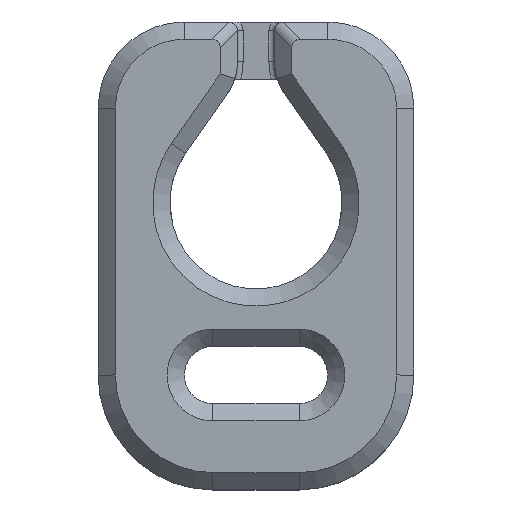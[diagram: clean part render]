
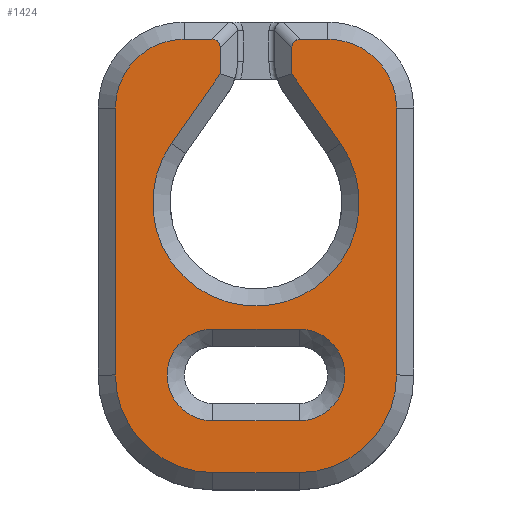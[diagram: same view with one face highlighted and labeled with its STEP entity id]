
A CAD part, top view. The second image highlights one B-rep face of the part: STEP entity #1424.
In plain terms, the highlighted planar face has unit normal (0, 0, 1).
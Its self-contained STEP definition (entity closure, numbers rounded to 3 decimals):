
#29=FACE_BOUND('',#509,.T.);
#42=ELLIPSE('',#1532,3.672,2.12);
#43=ELLIPSE('',#1539,3.672,2.12);
#60=PLANE('',#1534);
#118=LINE('',#2188,#260);
#124=LINE('',#2207,#266);
#130=LINE('',#2218,#272);
#145=LINE('',#2278,#287);
#146=LINE('',#2282,#288);
#147=LINE('',#2286,#289);
#148=LINE('',#2290,#290);
#149=LINE('',#2294,#291);
#150=LINE('',#2297,#292);
#151=LINE('',#2301,#293);
#152=LINE('',#2305,#294);
#260=VECTOR('',#1712,10.);
#266=VECTOR('',#1728,10.);
#272=VECTOR('',#1736,10.);
#287=VECTOR('',#1775,10.);
#288=VECTOR('',#1778,10.);
#289=VECTOR('',#1781,10.);
#290=VECTOR('',#1784,10.);
#291=VECTOR('',#1787,10.);
#292=VECTOR('',#1790,10.);
#293=VECTOR('',#1793,10.);
#294=VECTOR('',#1796,10.);
#423=FACE_OUTER_BOUND('',#508,.T.);
#508=EDGE_LOOP('',(#1077,#1078,#1079,#1080,#1081,#1082,#1083,#1084,#1085,
#1086,#1087,#1088,#1089,#1090,#1091,#1092));
#509=EDGE_LOOP('',(#1093,#1094,#1095,#1096));
#596=CIRCLE('',#1535,12.);
#597=CIRCLE('',#1536,17.);
#598=CIRCLE('',#1537,17.);
#599=CIRCLE('',#1538,12.);
#600=CIRCLE('',#1540,18.);
#601=CIRCLE('',#1541,8.);
#602=CIRCLE('',#1542,8.);
#655=VERTEX_POINT('',#2185);
#656=VERTEX_POINT('',#2187);
#663=VERTEX_POINT('',#2204);
#664=VERTEX_POINT('',#2206);
#668=VERTEX_POINT('',#2216);
#680=VERTEX_POINT('',#2256);
#683=VERTEX_POINT('',#2277);
#684=VERTEX_POINT('',#2279);
#685=VERTEX_POINT('',#2281);
#686=VERTEX_POINT('',#2283);
#687=VERTEX_POINT('',#2285);
#688=VERTEX_POINT('',#2287);
#689=VERTEX_POINT('',#2289);
#690=VERTEX_POINT('',#2291);
#691=VERTEX_POINT('',#2293);
#692=VERTEX_POINT('',#2296);
#693=VERTEX_POINT('',#2299);
#694=VERTEX_POINT('',#2300);
#695=VERTEX_POINT('',#2302);
#696=VERTEX_POINT('',#2304);
#795=EDGE_CURVE('',#655,#656,#118,.T.);
#804=EDGE_CURVE('',#663,#664,#124,.T.);
#810=EDGE_CURVE('',#668,#663,#130,.T.);
#827=EDGE_CURVE('',#680,#668,#42,.T.);
#832=EDGE_CURVE('',#683,#680,#145,.T.);
#833=EDGE_CURVE('',#684,#683,#596,.T.);
#834=EDGE_CURVE('',#685,#684,#146,.T.);
#835=EDGE_CURVE('',#686,#685,#597,.T.);
#836=EDGE_CURVE('',#687,#686,#147,.T.);
#837=EDGE_CURVE('',#688,#687,#598,.T.);
#838=EDGE_CURVE('',#689,#688,#148,.T.);
#839=EDGE_CURVE('',#690,#689,#599,.T.);
#840=EDGE_CURVE('',#691,#690,#149,.T.);
#841=EDGE_CURVE('',#656,#691,#43,.T.);
#842=EDGE_CURVE('',#692,#655,#150,.T.);
#843=EDGE_CURVE('',#664,#692,#600,.T.);
#844=EDGE_CURVE('',#693,#694,#151,.T.);
#845=EDGE_CURVE('',#695,#693,#601,.T.);
#846=EDGE_CURVE('',#696,#695,#152,.T.);
#847=EDGE_CURVE('',#694,#696,#602,.T.);
#1077=ORIENTED_EDGE('',*,*,#827,.F.);
#1078=ORIENTED_EDGE('',*,*,#832,.F.);
#1079=ORIENTED_EDGE('',*,*,#833,.F.);
#1080=ORIENTED_EDGE('',*,*,#834,.F.);
#1081=ORIENTED_EDGE('',*,*,#835,.F.);
#1082=ORIENTED_EDGE('',*,*,#836,.F.);
#1083=ORIENTED_EDGE('',*,*,#837,.F.);
#1084=ORIENTED_EDGE('',*,*,#838,.F.);
#1085=ORIENTED_EDGE('',*,*,#839,.F.);
#1086=ORIENTED_EDGE('',*,*,#840,.F.);
#1087=ORIENTED_EDGE('',*,*,#841,.F.);
#1088=ORIENTED_EDGE('',*,*,#795,.F.);
#1089=ORIENTED_EDGE('',*,*,#842,.F.);
#1090=ORIENTED_EDGE('',*,*,#843,.F.);
#1091=ORIENTED_EDGE('',*,*,#804,.F.);
#1092=ORIENTED_EDGE('',*,*,#810,.F.);
#1093=ORIENTED_EDGE('',*,*,#844,.F.);
#1094=ORIENTED_EDGE('',*,*,#845,.F.);
#1095=ORIENTED_EDGE('',*,*,#846,.F.);
#1096=ORIENTED_EDGE('',*,*,#847,.F.);
#1424=ADVANCED_FACE('',(#423,#29),#60,.T.);
#1532=AXIS2_PLACEMENT_3D('',#2257,#1766,#1767);
#1534=AXIS2_PLACEMENT_3D('',#2276,#1773,#1774);
#1535=AXIS2_PLACEMENT_3D('',#2280,#1776,#1777);
#1536=AXIS2_PLACEMENT_3D('',#2284,#1779,#1780);
#1537=AXIS2_PLACEMENT_3D('',#2288,#1782,#1783);
#1538=AXIS2_PLACEMENT_3D('',#2292,#1785,#1786);
#1539=AXIS2_PLACEMENT_3D('',#2295,#1788,#1789);
#1540=AXIS2_PLACEMENT_3D('',#2298,#1791,#1792);
#1541=AXIS2_PLACEMENT_3D('',#2303,#1794,#1795);
#1542=AXIS2_PLACEMENT_3D('',#2306,#1797,#1798);
#1712=DIRECTION('',(0.,1.,0.));
#1728=DIRECTION('',(-0.574,-0.819,0.));
#1736=DIRECTION('',(0.,-1.,0.));
#1766=DIRECTION('center_axis',(0.,0.,-1.));
#1767=DIRECTION('ref_axis',(0.707,0.707,0.));
#1773=DIRECTION('center_axis',(0.,0.,1.));
#1774=DIRECTION('ref_axis',(1.,0.,0.));
#1775=DIRECTION('',(1.,0.,0.));
#1776=DIRECTION('center_axis',(0.,0.,-1.));
#1777=DIRECTION('ref_axis',(0.,1.,0.));
#1778=DIRECTION('',(0.,1.,0.));
#1779=DIRECTION('center_axis',(0.,0.,-1.));
#1780=DIRECTION('ref_axis',(-1.,0.,0.));
#1781=DIRECTION('',(-1.,0.,0.));
#1782=DIRECTION('center_axis',(0.,0.,-1.));
#1783=DIRECTION('ref_axis',(0.,-1.,0.));
#1784=DIRECTION('',(0.,-1.,0.));
#1785=DIRECTION('center_axis',(0.,0.,-1.));
#1786=DIRECTION('ref_axis',(1.,0.,0.));
#1787=DIRECTION('',(1.,0.,0.));
#1788=DIRECTION('center_axis',(0.,0.,-1.));
#1789=DIRECTION('ref_axis',(-0.707,0.707,0.));
#1790=DIRECTION('',(-0.574,0.819,0.));
#1791=DIRECTION('center_axis',(0.,0.,1.));
#1792=DIRECTION('ref_axis',(0.,-1.,0.));
#1793=DIRECTION('',(1.,0.,0.));
#1794=DIRECTION('center_axis',(0.,0.,1.));
#1795=DIRECTION('ref_axis',(0.,1.,0.));
#1796=DIRECTION('',(-1.,0.,0.));
#1797=DIRECTION('center_axis',(0.,0.,1.));
#1798=DIRECTION('ref_axis',(0.,-1.,0.));
#2185=CARTESIAN_POINT('',(6.25,32.456,12.5));
#2187=CARTESIAN_POINT('',(6.25,37.011,12.5));
#2188=CARTESIAN_POINT('',(6.25,21.133,12.5));
#2204=CARTESIAN_POINT('',(-6.25,32.456,12.5));
#2206=CARTESIAN_POINT('',(-14.745,20.324,12.5));
#2207=CARTESIAN_POINT('',(-16.917,17.223,12.5));
#2216=CARTESIAN_POINT('',(-6.25,37.011,12.5));
#2218=CARTESIAN_POINT('',(-6.25,16.133,12.5));
#2256=CARTESIAN_POINT('',(-7.749,38.51,12.5));
#2257=CARTESIAN_POINT('Origin',(-9.248,35.512,12.5));
#2276=CARTESIAN_POINT('Origin',(0.,0.755,
12.5));
#2277=CARTESIAN_POINT('',(-12.5,38.51,12.5));
#2278=CARTESIAN_POINT('',(-1.625,38.51,12.5));
#2279=CARTESIAN_POINT('',(-24.5,26.51,12.5));
#2280=CARTESIAN_POINT('Origin',(-12.5,26.51,12.5));
#2281=CARTESIAN_POINT('',(-24.5,-20.,12.5));
#2282=CARTESIAN_POINT('',(-24.5,13.633,12.5));
#2283=CARTESIAN_POINT('',(-7.5,-37.,12.5));
#2284=CARTESIAN_POINT('Origin',(-7.5,-20.,12.5));
#2285=CARTESIAN_POINT('',(7.5,-37.,12.5));
#2286=CARTESIAN_POINT('',(-3.75,-37.,12.5));
#2287=CARTESIAN_POINT('',(24.5,-20.,12.5));
#2288=CARTESIAN_POINT('Origin',(7.5,-20.,12.5));
#2289=CARTESIAN_POINT('',(24.5,26.51,12.5));
#2290=CARTESIAN_POINT('',(24.5,-9.622,12.5));
#2291=CARTESIAN_POINT('',(12.5,38.51,12.5));
#2292=CARTESIAN_POINT('Origin',(12.5,26.51,12.5));
#2293=CARTESIAN_POINT('',(7.749,38.51,12.5));
#2294=CARTESIAN_POINT('',(-1.625,38.51,12.5));
#2295=CARTESIAN_POINT('Origin',(9.248,35.512,12.5));
#2296=CARTESIAN_POINT('',(14.745,20.324,12.5));
#2297=CARTESIAN_POINT('',(12.398,23.676,12.5));
#2298=CARTESIAN_POINT('Origin',(0.,10.,
12.5));
#2299=CARTESIAN_POINT('',(-7.5,-28.,12.5));
#2300=CARTESIAN_POINT('',(7.5,-28.,12.5));
#2301=CARTESIAN_POINT('',(3.75,-28.,12.5));
#2302=CARTESIAN_POINT('',(-7.5,-12.,12.5));
#2303=CARTESIAN_POINT('Origin',(-7.5,-20.,12.5));
#2304=CARTESIAN_POINT('',(7.5,-12.,12.5));
#2305=CARTESIAN_POINT('',(-3.75,-12.,12.5));
#2306=CARTESIAN_POINT('Origin',(7.5,-20.,12.5));
